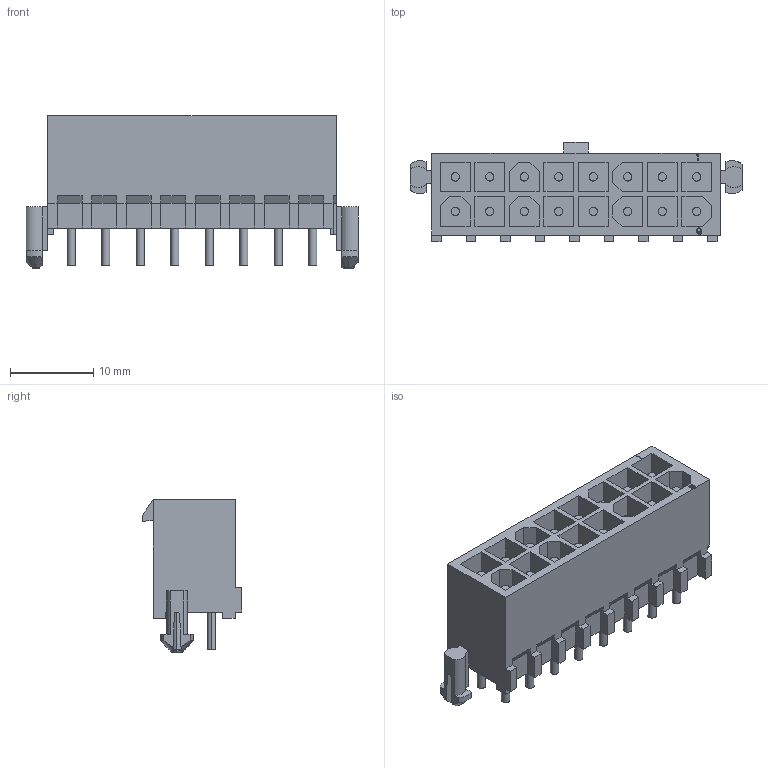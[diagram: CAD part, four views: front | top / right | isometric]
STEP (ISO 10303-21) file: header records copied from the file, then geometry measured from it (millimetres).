
FILE_DESCRIPTION((''),'2;1');
FILE_NAME('TYCO_1-794068-0.stp','2009-08-25T09:56:48',(''),(''),'Mechanical Desktop 2006','Mechanical Desktop 2006',', , ');
FILE_SCHEMA(('AUTOMOTIVE_DESIGN { 1 2 10303 214 0 1 1 1 }'));
Length unit declared in the file: millimetre
Products named in the file (1): Product
Bounding box: 39.85 x 11.89 x 18.31 mm (x, y, z)
Volume: 2951.5 mm3; surface area: 4930.2 mm2
Topology: 34 solids, 34 shells, 516 faces, 1221 edges, 810 vertices
Faces by surface type: plane 386, cylinder 110, torus 10, cone 8, bspline 2
Entity records: 14913 total; most frequent: CARTESIAN_POINT 2726, DIRECTION 2481, ORIENTED_EDGE 2442, EDGE_CURVE 1221, VECTOR 943, LINE 943, VERTEX_POINT 810, AXIS2_PLACEMENT_3D 769
